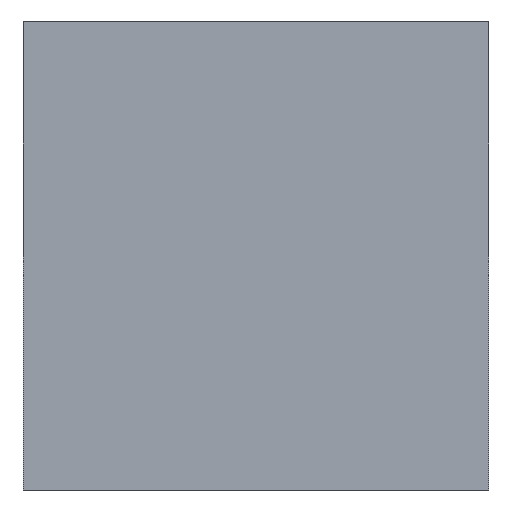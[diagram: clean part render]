
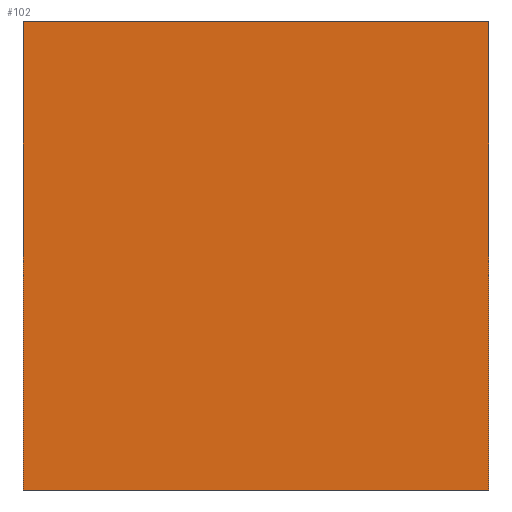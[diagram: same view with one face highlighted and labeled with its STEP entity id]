
A CAD part, left-side view. The second image highlights one B-rep face of the part: STEP entity #102.
In plain terms, the highlighted planar face has unit normal (-1, 0, 0).
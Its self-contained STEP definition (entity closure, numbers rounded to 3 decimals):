
#16=FACE_OUTER_BOUND('',#22,.T.);
#22=EDGE_LOOP('',(#75,#76,#77,#78));
#30=LINE('',#162,#42);
#31=LINE('',#165,#43);
#32=LINE('',#167,#44);
#33=LINE('',#168,#45);
#42=VECTOR('',#134,10.);
#43=VECTOR('',#137,10.);
#44=VECTOR('',#138,10.);
#45=VECTOR('',#139,10.);
#51=VERTEX_POINT('',#155);
#54=VERTEX_POINT('',#160);
#55=VERTEX_POINT('',#164);
#56=VERTEX_POINT('',#166);
#62=EDGE_CURVE('',#51,#54,#30,.F.);
#63=EDGE_CURVE('',#55,#51,#31,.F.);
#64=EDGE_CURVE('',#56,#54,#32,.F.);
#65=EDGE_CURVE('',#55,#56,#33,.T.);
#75=ORIENTED_EDGE('',*,*,#63,.T.);
#76=ORIENTED_EDGE('',*,*,#62,.T.);
#77=ORIENTED_EDGE('',*,*,#64,.F.);
#78=ORIENTED_EDGE('',*,*,#65,.F.);
#96=PLANE('',#122);
#102=ADVANCED_FACE('',(#16),#96,.T.);
#122=AXIS2_PLACEMENT_3D('',#163,#135,#136);
#134=DIRECTION('',(0.,0.,-1.));
#135=DIRECTION('center_axis',(-1.,0.,0.));
#136=DIRECTION('ref_axis',(0.,-1.,0.));
#137=DIRECTION('',(0.,1.,0.));
#138=DIRECTION('',(0.,1.,0.));
#139=DIRECTION('',(0.,0.,1.));
#155=CARTESIAN_POINT('',(-6.65,-4.15,0.));
#160=CARTESIAN_POINT('',(-6.65,-4.15,8.352));
#162=CARTESIAN_POINT('',(-6.65,-4.15,0.));
#163=CARTESIAN_POINT('Origin',(-6.65,4.,0.));
#164=CARTESIAN_POINT('',(-6.65,4.15,0.));
#165=CARTESIAN_POINT('',(-6.65,2.,0.));
#166=CARTESIAN_POINT('',(-6.65,4.15,8.352));
#167=CARTESIAN_POINT('',(-6.65,2.,8.352));
#168=CARTESIAN_POINT('',(-6.65,4.15,0.));
